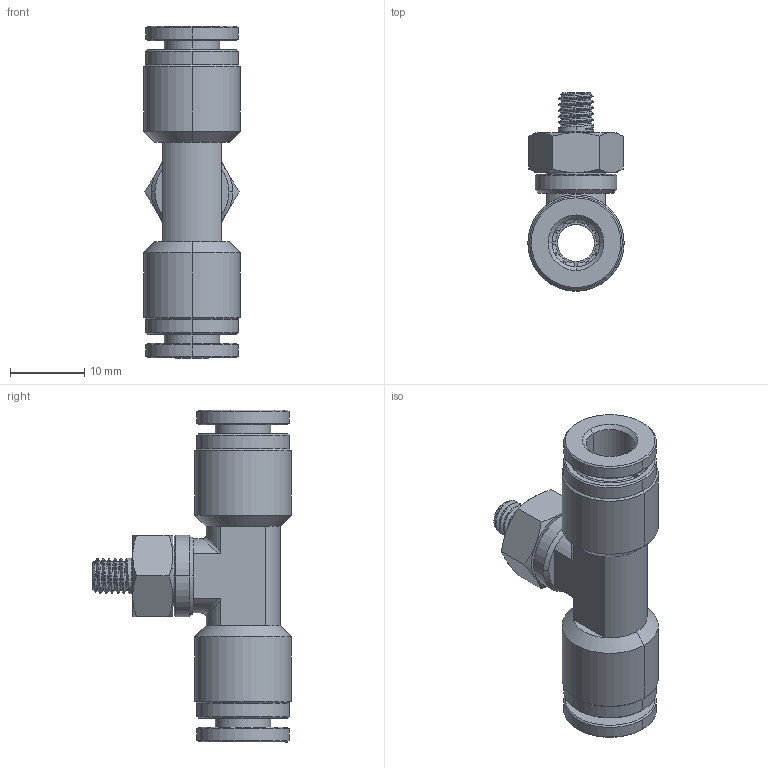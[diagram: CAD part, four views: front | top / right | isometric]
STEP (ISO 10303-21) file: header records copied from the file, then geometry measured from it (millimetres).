
FILE_DESCRIPTION (( 'STEP AP214' ), '1' );
FILE_NAME ('BTS1-4-10-32W.STEP', '2018-07-24T19:22:55', ( '' ), ( '' ), 'SwSTEP 2.0', 'SolidWorks 2016', '' );
FILE_SCHEMA (( 'AUTOMOTIVE_DESIGN' ));
Length unit declared in the file: millimetre
Products named in the file (1): BTS1-4-10-32W
Bounding box: 13 x 26.79 x 44.81 mm (x, y, z)
Volume: 3888.7 mm3; surface area: 6846.9 mm2
Topology: 12 solids, 12 shells, 742 faces, 1980 edges, 1278 vertices
Faces by surface type: plane 252, cone 244, cylinder 160, bspline 80, torus 6
Entity records: 34464 total; most frequent: CARTESIAN_POINT 8875, ORIENTED_EDGE 3960, DIRECTION 3226, EDGE_CURVE 1980, AXIS2_PLACEMENT_3D 1325, VERTEX_POINT 1278, EDGE_LOOP 784, UNCERTAINTY_MEASURE_WITH_UNIT 756
